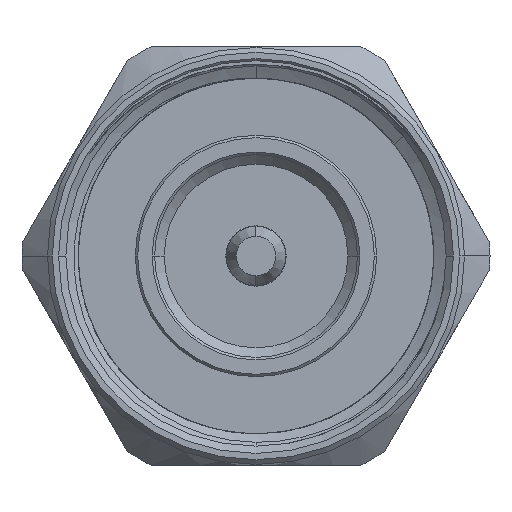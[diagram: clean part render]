
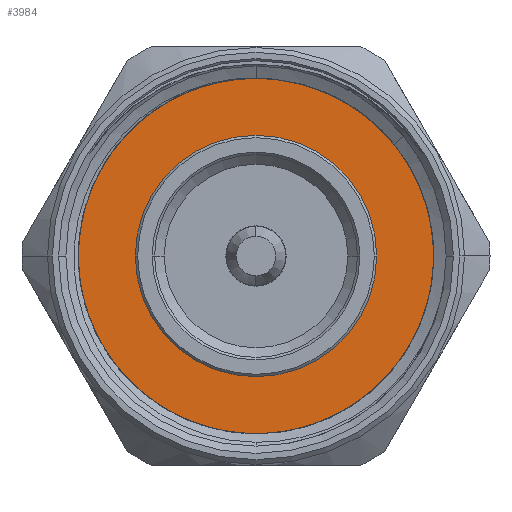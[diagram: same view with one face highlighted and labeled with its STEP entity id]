
A CAD part, left-side view. The second image highlights one B-rep face of the part: STEP entity #3984.
In plain terms, the highlighted planar face has unit normal (-1, 0, 0).
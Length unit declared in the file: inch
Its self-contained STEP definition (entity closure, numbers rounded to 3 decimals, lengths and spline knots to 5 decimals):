
#5 = DIRECTION ( 'NONE',  ( 0., -1., 0. ) ) ;
#30 = DIRECTION ( 'NONE',  ( 0., -1., 0. ) ) ;
#32 = CARTESIAN_POINT ( 'NONE',  ( 0.3328, -0.11165, -0.37259 ) ) ;
#116 = EDGE_CURVE ( 'NONE', #2331, #3653, #314, .T. ) ;
#137 = VERTEX_POINT ( 'NONE', #4345 ) ;
#230 = CARTESIAN_POINT ( 'NONE',  ( 0.3328, 0.36341, -0.07443 ) ) ;
#294 = CARTESIAN_POINT ( 'NONE',  ( 0.3328, 0., 0. ) ) ;
#299 = ORIENTED_EDGE ( 'NONE', *, *, #2090, .T. ) ;
#314 = B_SPLINE_CURVE_WITH_KNOTS ( 'NONE', 3,
 ( #3843, #2595, #4179, #230, #1824, #3405, #1966, #3157, #826, #750, #5133, #2766, #5086, #3547, #1550, #1240, #1622, #3178, #4325, #4769, #2816, #1945, #799, #2742, #777, #1575, #32, #4746, #361, #1189, #383, #2335, #2040, #4300 ),
 .UNSPECIFIED., .F., .F.,
 ( 4, 2, 2, 2, 2, 2, 2, 2, 2, 2, 2, 2, 2, 2, 2, 2, 4 ),
 ( 0., 0.00142, 0.00284, 0.00426, 0.00568, 0.0071, 0.00853, 0.00995, 0.01137, 0.01421, 0.01492, 0.01563, 0.01705, 0.01847, 0.01989, 0.02131, 0.02273 ),
 .UNSPECIFIED. ) ;
#361 = CARTESIAN_POINT ( 'NONE',  ( 0.3328, -0.16408, -0.3544 ) ) ;
#383 = CARTESIAN_POINT ( 'NONE',  ( 0.3328, -0.21342, -0.32895 ) ) ;
#418 = EDGE_LOOP ( 'NONE', ( #2272, #471 ) ) ;
#468 = CARTESIAN_POINT ( 'NONE',  ( 0.3328, 0.24999, 0. ) ) ;
#471 = ORIENTED_EDGE ( 'NONE', *, *, #3670, .F. ) ;
#514 = FACE_BOUND ( 'NONE', #418, .T. ) ;
#515 = VERTEX_POINT ( 'NONE', #468 ) ;
#568 = VECTOR ( 'NONE', #3290, 39.37008 ) ;
#581 = CIRCLE ( 'NONE', #911, 0.24999 ) ;
#655 = CARTESIAN_POINT ( 'NONE',  ( 0.3328, 0.3937, 0. ) ) ;
#748 = CARTESIAN_POINT ( 'NONE',  ( 0.3328, 0.36833, 0. ) ) ;
#749 = CIRCLE ( 'NONE', #1662, 0.24999 ) ;
#750 = CARTESIAN_POINT ( 'NONE',  ( 0.3328, 0.29945, -0.22719 ) ) ;
#759 = EDGE_CURVE ( 'NONE', #137, #786, #1806, .T. ) ;
#777 = CARTESIAN_POINT ( 'NONE',  ( 0.3328, -0.05683, -0.38319 ) ) ;
#786 = VERTEX_POINT ( 'NONE', #655 ) ;
#799 = CARTESIAN_POINT ( 'NONE',  ( 0.3328, -0.01075, -0.38563 ) ) ;
#826 = CARTESIAN_POINT ( 'NONE',  ( 0.3328, 0.31944, -0.19606 ) ) ;
#881 = PLANE ( 'NONE',  #4807 ) ;
#911 = AXIS2_PLACEMENT_3D ( 'NONE', #4343, #3594, #30 ) ;
#979 = AXIS2_PLACEMENT_3D ( 'NONE', #4626, #1928, #3918 ) ;
#980 = ORIENTED_EDGE ( 'NONE', *, *, #116, .T. ) ;
#1189 = CARTESIAN_POINT ( 'NONE',  ( 0.3328, -0.19728, -0.33825 ) ) ;
#1240 = CARTESIAN_POINT ( 'NONE',  ( 0.3328, 0.17602, -0.33744 ) ) ;
#1340 = VERTEX_POINT ( 'NONE', #4085 ) ;
#1550 = CARTESIAN_POINT ( 'NONE',  ( 0.3328, 0.20734, -0.31787 ) ) ;
#1575 = CARTESIAN_POINT ( 'NONE',  ( 0.3328, -0.09337, -0.37703 ) ) ;
#1622 = CARTESIAN_POINT ( 'NONE',  ( 0.3328, 0.15955, -0.34614 ) ) ;
#1662 = AXIS2_PLACEMENT_3D ( 'NONE', #294, #1884, #4663 ) ;
#1670 = ORIENTED_EDGE ( 'NONE', *, *, #759, .T. ) ;
#1806 = CIRCLE ( 'NONE', #979, 0.3937 ) ;
#1824 = CARTESIAN_POINT ( 'NONE',  ( 0.3328, 0.35974, -0.0927 ) ) ;
#1884 = DIRECTION ( 'NONE',  ( -1., 0., 0. ) ) ;
#1928 = DIRECTION ( 'NONE',  ( -1., 0., 0. ) ) ;
#1945 = CARTESIAN_POINT ( 'NONE',  ( 0.3328, -0.00149, -0.38553 ) ) ;
#1966 = CARTESIAN_POINT ( 'NONE',  ( 0.3328, 0.34356, -0.14563 ) ) ;
#2040 = CARTESIAN_POINT ( 'NONE',  ( 0.3328, -0.259, -0.29645 ) ) ;
#2075 = CARTESIAN_POINT ( 'NONE',  ( 0.3328, 0., 0. ) ) ;
#2090 = EDGE_CURVE ( 'NONE', #786, #2331, #4800, .T. ) ;
#2101 = DIRECTION ( 'NONE',  ( -1., 0., 0. ) ) ;
#2156 = CIRCLE ( 'NONE', #4892, 0.3937 ) ;
#2272 = ORIENTED_EDGE ( 'NONE', *, *, #3450, .F. ) ;
#2331 = VERTEX_POINT ( 'NONE', #748 ) ;
#2335 = CARTESIAN_POINT ( 'NONE',  ( 0.3328, -0.24435, -0.30799 ) ) ;
#2486 = DIRECTION ( 'NONE',  ( 0., -1., 0. ) ) ;
#2595 = CARTESIAN_POINT ( 'NONE',  ( 0.3328, 0.36886, -0.01871 ) ) ;
#2742 = CARTESIAN_POINT ( 'NONE',  ( 0.3328, -0.03846, -0.38495 ) ) ;
#2766 = CARTESIAN_POINT ( 'NONE',  ( 0.3328, 0.26397, -0.26976 ) ) ;
#2816 = CARTESIAN_POINT ( 'NONE',  ( 0.3328, 0.01709, -0.38465 ) ) ;
#3157 = CARTESIAN_POINT ( 'NONE',  ( 0.3328, 0.32839, -0.17951 ) ) ;
#3178 = CARTESIAN_POINT ( 'NONE',  ( 0.3328, 0.10823, -0.36857 ) ) ;
#3257 = CARTESIAN_POINT ( 'NONE',  ( 0.3328, 0., 0. ) ) ;
#3290 = DIRECTION ( 'NONE',  ( 0., -1., 0. ) ) ;
#3319 = CARTESIAN_POINT ( 'NONE',  ( 0.3328, 0., 0. ) ) ;
#3329 = EDGE_CURVE ( 'NONE', #3653, #137, #2156, .T. ) ;
#3405 = CARTESIAN_POINT ( 'NONE',  ( 0.3328, 0.34982, -0.12826 ) ) ;
#3450 = EDGE_CURVE ( 'NONE', #1340, #515, #581, .T. ) ;
#3547 = CARTESIAN_POINT ( 'NONE',  ( 0.3328, 0.22225, -0.30698 ) ) ;
#3568 = DIRECTION ( 'NONE',  ( -1., 0., 0. ) ) ;
#3594 = DIRECTION ( 'NONE',  ( -1., 0., 0. ) ) ;
#3653 = VERTEX_POINT ( 'NONE', #4215 ) ;
#3670 = EDGE_CURVE ( 'NONE', #515, #1340, #749, .T. ) ;
#3843 = CARTESIAN_POINT ( 'NONE',  ( 0.3328, 0.36833, 0. ) ) ;
#3918 = DIRECTION ( 'NONE',  ( 0., -1., 0. ) ) ;
#3984 = ADVANCED_FACE ( 'NONE', ( #514, #4407 ), #881, .T. ) ;
#4085 = CARTESIAN_POINT ( 'NONE',  ( 0.3328, -0.24999, 0. ) ) ;
#4179 = CARTESIAN_POINT ( 'NONE',  ( 0.3328, 0.36797, -0.03733 ) ) ;
#4215 = CARTESIAN_POINT ( 'NONE',  ( 0.3328, -0.27282, -0.28385 ) ) ;
#4300 = CARTESIAN_POINT ( 'NONE',  ( 0.3328, -0.27282, -0.28385 ) ) ;
#4325 = CARTESIAN_POINT ( 'NONE',  ( 0.3328, 0.07264, -0.37827 ) ) ;
#4343 = CARTESIAN_POINT ( 'NONE',  ( 0.3328, 0., 0. ) ) ;
#4345 = CARTESIAN_POINT ( 'NONE',  ( 0.3328, -0.3937, 0. ) ) ;
#4407 = FACE_OUTER_BOUND ( 'NONE', #4447, .T. ) ;
#4447 = EDGE_LOOP ( 'NONE', ( #4662, #1670, #299, #980 ) ) ;
#4626 = CARTESIAN_POINT ( 'NONE',  ( 0.3328, 0., 0. ) ) ;
#4662 = ORIENTED_EDGE ( 'NONE', *, *, #3329, .T. ) ;
#4663 = DIRECTION ( 'NONE',  ( 0., -1., 0. ) ) ;
#4746 = CARTESIAN_POINT ( 'NONE',  ( 0.3328, -0.14696, -0.36127 ) ) ;
#4769 = CARTESIAN_POINT ( 'NONE',  ( 0.3328, 0.02643, -0.38387 ) ) ;
#4800 = LINE ( 'NONE', #2075, #568 ) ;
#4807 = AXIS2_PLACEMENT_3D ( 'NONE', #3319, #2101, #2486 ) ;
#4892 = AXIS2_PLACEMENT_3D ( 'NONE', #3257, #3568, #5 ) ;
#5086 = CARTESIAN_POINT ( 'NONE',  ( 0.3328, 0.25057, -0.28294 ) ) ;
#5133 = CARTESIAN_POINT ( 'NONE',  ( 0.3328, 0.28835, -0.24193 ) ) ;
